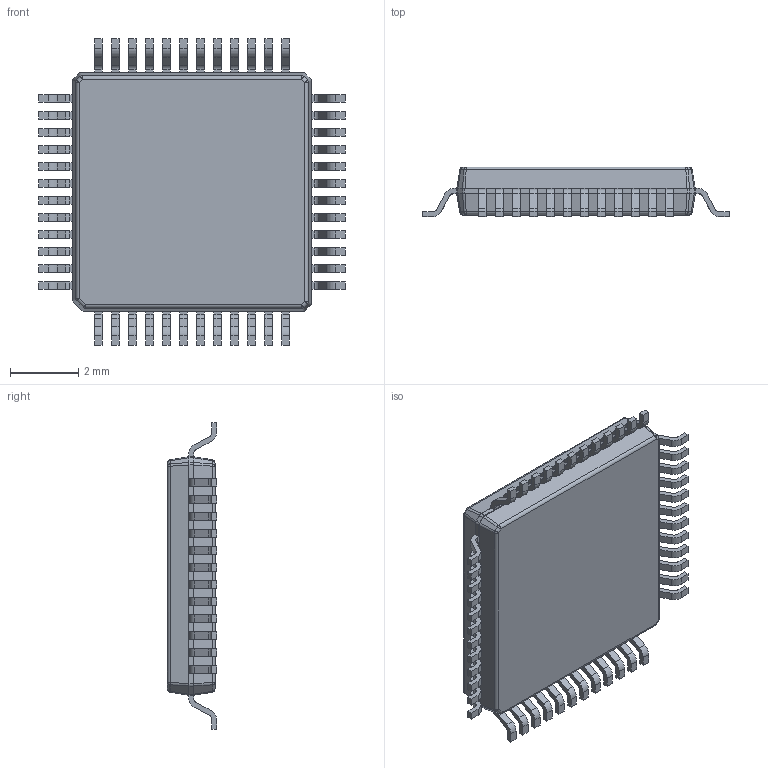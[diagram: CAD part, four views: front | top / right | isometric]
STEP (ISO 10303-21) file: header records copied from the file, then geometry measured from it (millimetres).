
FILE_DESCRIPTION (( 'STEP AP214' ), '1' );
FILE_NAME ('8342FC86-1453-4DD4-9C84-CBD195B385B8.STEP', '2009-01-13T09:04:31', ( 'sysAdmin' ), ( 'SolidWorks' ), 'SwSTEP 2.0', 'SolidWorks 2009', '' );
FILE_SCHEMA (( 'AUTOMOTIVE_DESIGN' ));
Length unit declared in the file: millimetre
Products named in the file (1): 8342FC86-1453-4DD4-9C84-CBD195B385B8
Bounding box: 9 x 1.45 x 9 mm (x, y, z)
Volume: 68.7 mm3; surface area: 177 mm2
Topology: 1 solids, 1 shells, 980 faces, 2765 edges, 1798 vertices
Faces by surface type: plane 625, cylinder 248, bspline 73, sphere 32, torus 2
Entity records: 44181 total; most frequent: CARTESIAN_POINT 9999, ORIENTED_EDGE 5502, DIRECTION 5109, EDGE_CURVE 2751, LINE 1905, VECTOR 1905, VERTEX_POINT 1798, AXIS2_PLACEMENT_3D 1602
